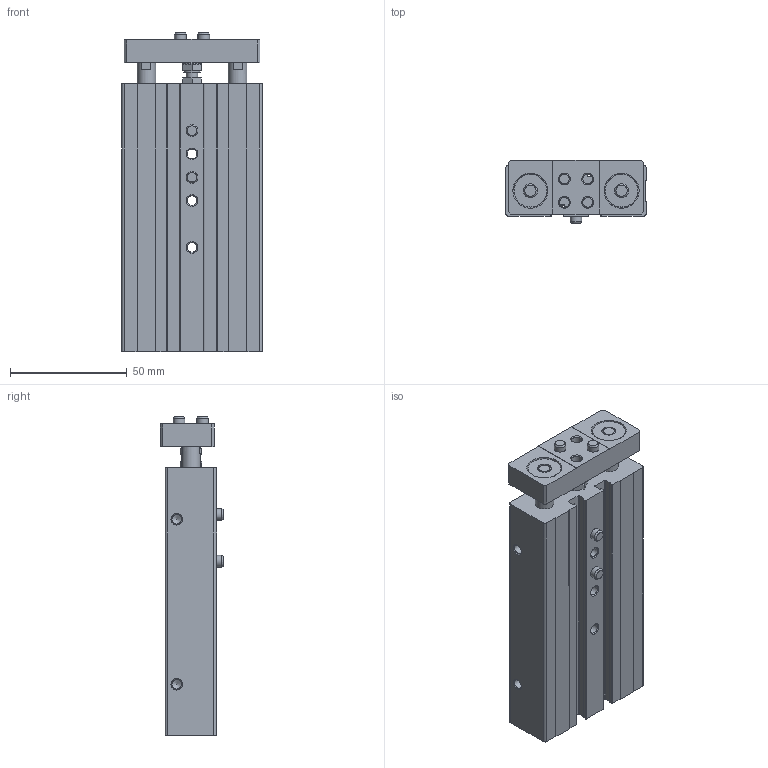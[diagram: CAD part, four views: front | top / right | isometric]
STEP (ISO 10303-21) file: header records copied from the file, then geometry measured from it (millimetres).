
FILE_DESCRIPTION(/* description */ ('STEP AP214'),/* implementation_level */ '2;1');
FILE_NAME(/* name */ '32688_DPZ-16-40-P-A',/* time_stamp */ '2024-08-20T23:23:28+02:00',/* author */ ('License CC BY-ND 4.0'),/* organization */ ('CADENAS'),/* preprocessor_version */ 'ST-DEVELOPER v19.3',/* originating_system */ 'PARTsolutions',/* authorisation */ ' ');
FILE_SCHEMA (('AUTOMOTIVE_DESIGN {1 0 10303 214 3 1 1}'));
Length unit declared in the file: millimetre
Products named in the file (6): 32688 DPZ-16-40-P-A---(asm_0); 32688 DPZ-16-40-P-A---(Z); 32688 DPZ-16-40-P-A---(K); 150928 ZBS-5; DIN-439-B - M5(F); Hexagon bolt DIN 933 - M5x16
Assembly tree (8 placements, depth 2):
  32688 DPZ-16-40-P-A---(asm_0)
    32688 DPZ-16-40-P-A---(Z)
    32688 DPZ-16-40-P-A---(K)
    150928 ZBS-5  x4
    DIN-439-B - M5(F)
    Hexagon bolt DIN 933 - M5x16
Bounding box: 60 x 27 x 136.6 mm (x, y, z)
Volume: 136451.5 mm3; surface area: 47647.3 mm2
Topology: 8 solids, 8 shells, 254 faces, 614 edges, 392 vertices
Faces by surface type: plane 122, cylinder 80, cone 51, torus 1
Full cylindrical faces by diameter (mm): 3.242 x6, 4.134 x10, 5 x9, 6 x2, 6.88 x1, 7.5 x3, 8 x5, 14 x2, 15 x2, 16 x4
Entity records: 6766 total; most frequent: CARTESIAN_POINT 1220, DIRECTION 1154, ORIENTED_EDGE 980, EDGE_CURVE 490, AXIS2_PLACEMENT_3D 446, VERTEX_POINT 364, FACE_BOUND 358, EDGE_LOOP 350
